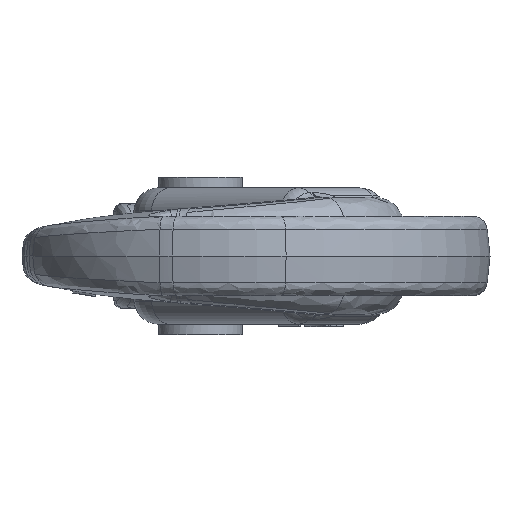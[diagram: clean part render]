
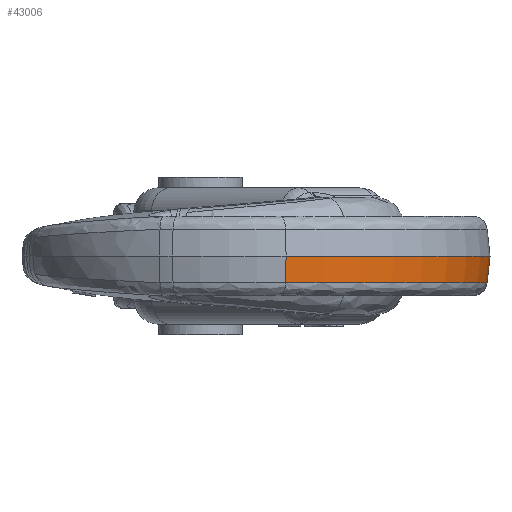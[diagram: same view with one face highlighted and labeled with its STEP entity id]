
A CAD part, front view. The second image highlights one B-rep face of the part: STEP entity #43006.
In plain terms, the highlighted conical face has half-angle 6 degrees and reference radius 118.818 mm.
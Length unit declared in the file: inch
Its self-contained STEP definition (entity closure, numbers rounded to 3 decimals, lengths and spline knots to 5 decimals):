
#7421=CARTESIAN_POINT('',(1.59663,-4.59411,
-0.50124));
#7422=CARTESIAN_POINT('',(1.59819,-4.59977,
-0.44557));
#7423=CARTESIAN_POINT('',(1.60131,-4.61102,
-0.3342));
#7424=CARTESIAN_POINT('',(1.60601,-4.62803,
-0.16713));
#7425=CARTESIAN_POINT('',(1.60916,-4.63935,
-0.05571));
#7426=CARTESIAN_POINT('',(1.61073,-4.64501,0.));
#9971=CARTESIAN_POINT('',(5.38695,0.14295,
-0.50124));
#9972=CARTESIAN_POINT('',(5.39278,0.14364,
-0.44556));
#9973=CARTESIAN_POINT('',(5.40438,0.14504,
-0.33417));
#9974=CARTESIAN_POINT('',(5.4219,0.14715,
-0.16711));
#9975=CARTESIAN_POINT('',(5.43356,0.14856,
-0.0557));
#9976=CARTESIAN_POINT('',(5.43939,0.14927,0.));
#9978=CARTESIAN_POINT('',(0.73833,-0.02241,
-0.50124));
#9979=DIRECTION('',(0.,0.,1.));
#9980=DIRECTION('',(0.613,-0.79,0.));
#9981=AXIS2_PLACEMENT_3D('',#9978,#9979,#9980);
#9983=CARTESIAN_POINT('',(0.73833,-0.02241,
-0.50124));
#9984=DIRECTION('',(0.,0.,1.));
#9985=DIRECTION('',(0.185,-0.983,0.));
#9986=AXIS2_PLACEMENT_3D('',#9983,#9984,#9985);
#9993=CARTESIAN_POINT('',(1.61073,-4.64501,0.));
#9995=CARTESIAN_POINT('',(0.73833,-0.02241,0.));
#9996=DIRECTION('',(0.,0.,1.));
#9997=DIRECTION('',(0.614,-0.789,0.));
#9998=AXIS2_PLACEMENT_3D('',#9995,#9996,#9997);
#10000=CARTESIAN_POINT('',(0.73833,-0.02241,0.));
#10001=DIRECTION('',(0.,0.,1.));
#10002=DIRECTION('',(0.185,-0.983,0.));
#10003=AXIS2_PLACEMENT_3D('',#10000,#10001,#10002);
#17829=VERTEX_POINT('',#9993);
#17830=CARTESIAN_POINT('',(3.62753,-3.73483,0.));
#17831=CARTESIAN_POINT('',(5.43939,0.14927,0.));
#17832=VERTEX_POINT('',#17830);
#17833=VERTEX_POINT('',#17831);
#17926=VERTEX_POINT('',#7421);
#17927=CARTESIAN_POINT('',(3.59169,-3.69596,
-0.50124));
#17928=CARTESIAN_POINT('',(5.38691,0.14294,
-0.50124));
#17929=VERTEX_POINT('',#17927);
#17930=VERTEX_POINT('',#17928);
#42990=CARTESIAN_POINT('',(0.73833,-0.02241,
-0.25062));
#42991=DIRECTION('',(0.,0.,1.));
#42992=DIRECTION('',(0.614,-0.789,0.));
#42993=AXIS2_PLACEMENT_3D('',#42990,#42991,#42992);
#42994=CONICAL_SURFACE('',#42993,4.67786,6.);
#42995=ORIENTED_EDGE('',*,*,#39605,.T.);
#42997=ORIENTED_EDGE('',*,*,#42996,.T.);
#42999=ORIENTED_EDGE('',*,*,#42998,.T.);
#43001=ORIENTED_EDGE('',*,*,#43000,.F.);
#43002=ORIENTED_EDGE('',*,*,#42980,.F.);
#43003=ORIENTED_EDGE('',*,*,#42978,.F.);
#43004=EDGE_LOOP('',(#42995,#42997,#42999,#43001,#43002,#43003));
#43005=FACE_OUTER_BOUND('',#43004,.F.);
#43006=ADVANCED_FACE('',(#43005),#42994,.T.);
#7427=B_SPLINE_CURVE_WITH_KNOTS('',3,(#7421,#7422,#7423,#7424,#7425,#7426),
.UNSPECIFIED.,.F.,.F.,(4,1,1,4),(0.,0.33333,0.66667,1.),
.UNSPECIFIED.);
#9977=B_SPLINE_CURVE_WITH_KNOTS('',3,(#9971,#9972,#9973,#9974,#9975,#9976),
.UNSPECIFIED.,.F.,.F.,(4,1,1,4),(0.,0.33333,0.66667,1.),
.UNSPECIFIED.);
#9982=CIRCLE('',#9981,4.65152);
#9987=CIRCLE('',#9986,4.65152);
#9999=CIRCLE('',#9998,4.7042);
#10004=CIRCLE('',#10003,4.7042);
#39605=EDGE_CURVE('',#17926,#17829,#7427,.T.);
#42978=EDGE_CURVE('',#17926,#17929,#9987,.T.);
#42980=EDGE_CURVE('',#17929,#17930,#9982,.T.);
#42996=EDGE_CURVE('',#17829,#17832,#10004,.T.);
#42998=EDGE_CURVE('',#17832,#17833,#9999,.T.);
#43000=EDGE_CURVE('',#17930,#17833,#9977,.T.);
